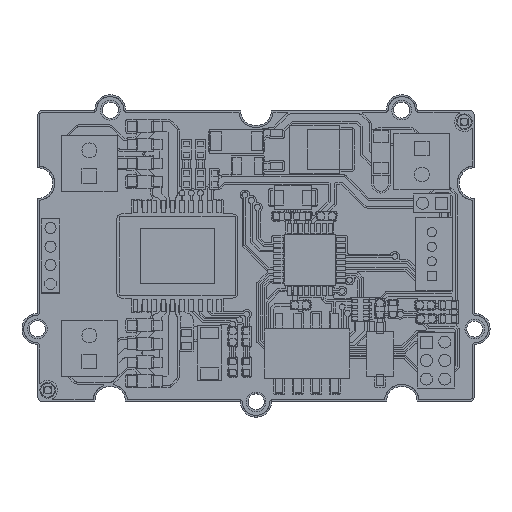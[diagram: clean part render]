
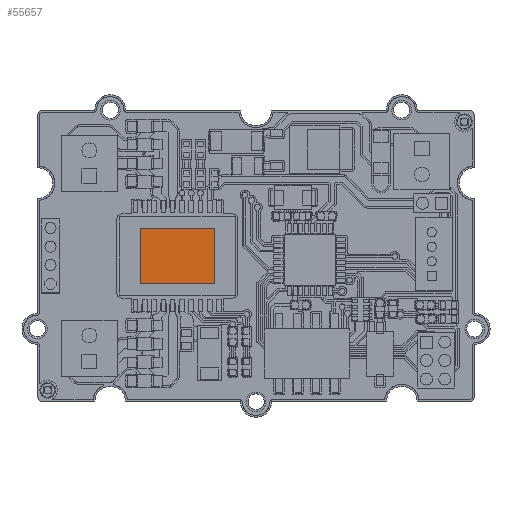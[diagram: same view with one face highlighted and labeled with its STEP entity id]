
A CAD part, top view. The second image highlights one B-rep face of the part: STEP entity #55657.
In plain terms, the highlighted planar face has unit normal (0, 0, 1).
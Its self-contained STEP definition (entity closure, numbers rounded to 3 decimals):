
#55335 = VERTEX_POINT('',#55336);
#55336 = CARTESIAN_POINT('',(-5.715,-3.81,3.01));
#55343 = SURFACE_OF_LINEAR_EXTRUSION('',#55344,#55348);
#55344 = LINE('',#55345,#55346);
#55345 = CARTESIAN_POINT('',(-5.715,-3.81,0.));
#55346 = VECTOR('',#55347,1.);
#55347 = DIRECTION('',(-1.,0.,0.));
#55348 = VECTOR('',#55349,1.);
#55349 = DIRECTION('',(0.,0.,-1.));
#55357 = SURFACE_OF_LINEAR_EXTRUSION('',#55358,#55362);
#55358 = LINE('',#55359,#55360);
#55359 = CARTESIAN_POINT('',(-5.715,3.81,0.));
#55360 = VECTOR('',#55361,1.);
#55361 = DIRECTION('',(0.,-1.,0.));
#55362 = VECTOR('',#55363,1.);
#55363 = DIRECTION('',(0.,0.,-1.));
#55371 = EDGE_CURVE('',#55335,#55372,#55374,.T.);
#55372 = VERTEX_POINT('',#55373);
#55373 = CARTESIAN_POINT('',(-15.875,-3.81,3.01));
#55374 = SURFACE_CURVE('',#55375,(#55379,#55386),.PCURVE_S1.);
#55375 = LINE('',#55376,#55377);
#55376 = CARTESIAN_POINT('',(-5.715,-3.81,3.01));
#55377 = VECTOR('',#55378,1.);
#55378 = DIRECTION('',(-1.,0.,0.));
#55379 = PCURVE('',#55343,#55380);
#55380 = DEFINITIONAL_REPRESENTATION('',(#55381),#55385);
#55381 = LINE('',#55382,#55383);
#55382 = CARTESIAN_POINT('',(0.,-3.01));
#55383 = VECTOR('',#55384,1.);
#55384 = DIRECTION('',(1.,0.));
#55385 = ( GEOMETRIC_REPRESENTATION_CONTEXT(2) 
PARAMETRIC_REPRESENTATION_CONTEXT() REPRESENTATION_CONTEXT('2D SPACE',''
  ) );
#55386 = PCURVE('',#55387,#55392);
#55387 = PLANE('',#55388);
#55388 = AXIS2_PLACEMENT_3D('',#55389,#55390,#55391);
#55389 = CARTESIAN_POINT('',(-10.795,0.,3.01));
#55390 = DIRECTION('',(0.,0.,-1.));
#55391 = DIRECTION('',(-1.,0.,0.));
#55392 = DEFINITIONAL_REPRESENTATION('',(#55393),#55397);
#55393 = LINE('',#55394,#55395);
#55394 = CARTESIAN_POINT('',(-5.08,-3.81));
#55395 = VECTOR('',#55396,1.);
#55396 = DIRECTION('',(1.,0.));
#55397 = ( GEOMETRIC_REPRESENTATION_CONTEXT(2) 
PARAMETRIC_REPRESENTATION_CONTEXT() REPRESENTATION_CONTEXT('2D SPACE',''
  ) );
#55415 = SURFACE_OF_LINEAR_EXTRUSION('',#55416,#55420);
#55416 = LINE('',#55417,#55418);
#55417 = CARTESIAN_POINT('',(-15.875,-3.81,0.));
#55418 = VECTOR('',#55419,1.);
#55419 = DIRECTION('',(0.,1.,0.));
#55420 = VECTOR('',#55421,1.);
#55421 = DIRECTION('',(0.,0.,-1.));
#55459 = EDGE_CURVE('',#55372,#55460,#55462,.T.);
#55460 = VERTEX_POINT('',#55461);
#55461 = CARTESIAN_POINT('',(-15.875,3.81,3.01));
#55462 = SURFACE_CURVE('',#55463,(#55467,#55474),.PCURVE_S1.);
#55463 = LINE('',#55464,#55465);
#55464 = CARTESIAN_POINT('',(-15.875,-3.81,3.01));
#55465 = VECTOR('',#55466,1.);
#55466 = DIRECTION('',(0.,1.,0.));
#55467 = PCURVE('',#55415,#55468);
#55468 = DEFINITIONAL_REPRESENTATION('',(#55469),#55473);
#55469 = LINE('',#55470,#55471);
#55470 = CARTESIAN_POINT('',(0.,-3.01));
#55471 = VECTOR('',#55472,1.);
#55472 = DIRECTION('',(1.,0.));
#55473 = ( GEOMETRIC_REPRESENTATION_CONTEXT(2) 
PARAMETRIC_REPRESENTATION_CONTEXT() REPRESENTATION_CONTEXT('2D SPACE',''
  ) );
#55474 = PCURVE('',#55387,#55475);
#55475 = DEFINITIONAL_REPRESENTATION('',(#55476),#55480);
#55476 = LINE('',#55477,#55478);
#55477 = CARTESIAN_POINT('',(5.08,-3.81));
#55478 = VECTOR('',#55479,1.);
#55479 = DIRECTION('',(0.,1.));
#55480 = ( GEOMETRIC_REPRESENTATION_CONTEXT(2) 
PARAMETRIC_REPRESENTATION_CONTEXT() REPRESENTATION_CONTEXT('2D SPACE',''
  ) );
#55498 = SURFACE_OF_LINEAR_EXTRUSION('',#55499,#55503);
#55499 = LINE('',#55500,#55501);
#55500 = CARTESIAN_POINT('',(-15.875,3.81,0.));
#55501 = VECTOR('',#55502,1.);
#55502 = DIRECTION('',(1.,0.,0.));
#55503 = VECTOR('',#55504,1.);
#55504 = DIRECTION('',(0.,0.,-1.));
#55537 = EDGE_CURVE('',#55460,#55538,#55540,.T.);
#55538 = VERTEX_POINT('',#55539);
#55539 = CARTESIAN_POINT('',(-5.715,3.81,3.01));
#55540 = SURFACE_CURVE('',#55541,(#55545,#55552),.PCURVE_S1.);
#55541 = LINE('',#55542,#55543);
#55542 = CARTESIAN_POINT('',(-15.875,3.81,3.01));
#55543 = VECTOR('',#55544,1.);
#55544 = DIRECTION('',(1.,0.,0.));
#55545 = PCURVE('',#55498,#55546);
#55546 = DEFINITIONAL_REPRESENTATION('',(#55547),#55551);
#55547 = LINE('',#55548,#55549);
#55548 = CARTESIAN_POINT('',(0.,-3.01));
#55549 = VECTOR('',#55550,1.);
#55550 = DIRECTION('',(1.,0.));
#55551 = ( GEOMETRIC_REPRESENTATION_CONTEXT(2) 
PARAMETRIC_REPRESENTATION_CONTEXT() REPRESENTATION_CONTEXT('2D SPACE',''
  ) );
#55552 = PCURVE('',#55387,#55553);
#55553 = DEFINITIONAL_REPRESENTATION('',(#55554),#55558);
#55554 = LINE('',#55555,#55556);
#55555 = CARTESIAN_POINT('',(5.08,3.81));
#55556 = VECTOR('',#55557,1.);
#55557 = DIRECTION('',(-1.,0.));
#55558 = ( GEOMETRIC_REPRESENTATION_CONTEXT(2) 
PARAMETRIC_REPRESENTATION_CONTEXT() REPRESENTATION_CONTEXT('2D SPACE',''
  ) );
#55608 = EDGE_CURVE('',#55538,#55335,#55609,.T.);
#55609 = SURFACE_CURVE('',#55610,(#55614,#55621),.PCURVE_S1.);
#55610 = LINE('',#55611,#55612);
#55611 = CARTESIAN_POINT('',(-5.715,3.81,3.01));
#55612 = VECTOR('',#55613,1.);
#55613 = DIRECTION('',(0.,-1.,0.));
#55614 = PCURVE('',#55357,#55615);
#55615 = DEFINITIONAL_REPRESENTATION('',(#55616),#55620);
#55616 = LINE('',#55617,#55618);
#55617 = CARTESIAN_POINT('',(0.,-3.01));
#55618 = VECTOR('',#55619,1.);
#55619 = DIRECTION('',(1.,0.));
#55620 = ( GEOMETRIC_REPRESENTATION_CONTEXT(2) 
PARAMETRIC_REPRESENTATION_CONTEXT() REPRESENTATION_CONTEXT('2D SPACE',''
  ) );
#55621 = PCURVE('',#55387,#55622);
#55622 = DEFINITIONAL_REPRESENTATION('',(#55623),#55627);
#55623 = LINE('',#55624,#55625);
#55624 = CARTESIAN_POINT('',(-5.08,3.81));
#55625 = VECTOR('',#55626,1.);
#55626 = DIRECTION('',(0.,-1.));
#55627 = ( GEOMETRIC_REPRESENTATION_CONTEXT(2) 
PARAMETRIC_REPRESENTATION_CONTEXT() REPRESENTATION_CONTEXT('2D SPACE',''
  ) );
#55657 = ADVANCED_FACE('',(#55658),#55387,.F.);
#55658 = FACE_BOUND('',#55659,.F.);
#55659 = EDGE_LOOP('',(#55660,#55661,#55662,#55663));
#55660 = ORIENTED_EDGE('',*,*,#55371,.T.);
#55661 = ORIENTED_EDGE('',*,*,#55459,.T.);
#55662 = ORIENTED_EDGE('',*,*,#55537,.T.);
#55663 = ORIENTED_EDGE('',*,*,#55608,.T.);
